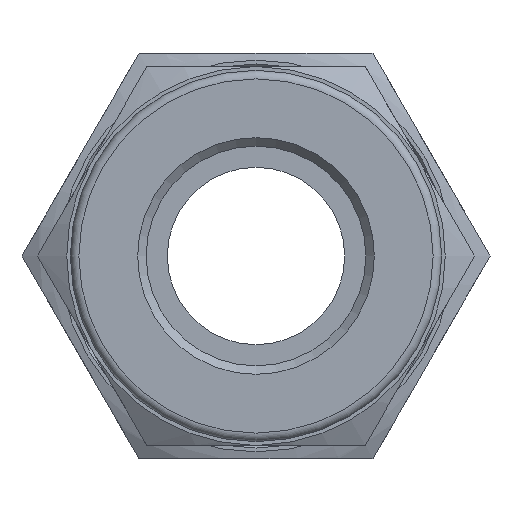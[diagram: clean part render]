
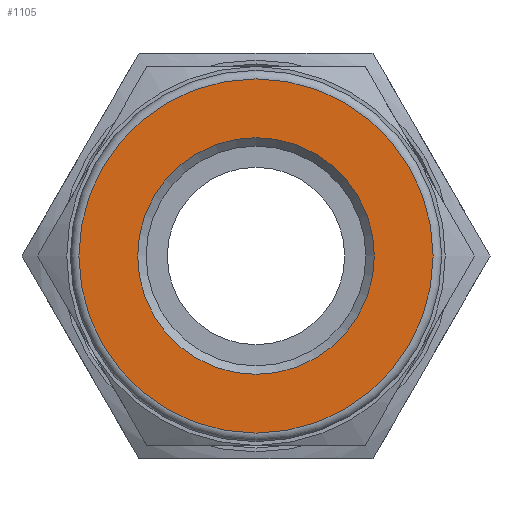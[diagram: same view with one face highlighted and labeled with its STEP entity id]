
A CAD part, left-side view. The second image highlights one B-rep face of the part: STEP entity #1105.
In plain terms, the highlighted planar face has unit normal (-1, 0, 0).
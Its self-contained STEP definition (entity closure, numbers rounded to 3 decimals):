
#78=FACE_BOUND('',#253,.T.);
#108=CIRCLE('',#1222,6.95);
#109=CIRCLE('',#1224,10.4);
#173=FACE_OUTER_BOUND('',#252,.T.);
#252=EDGE_LOOP('',(#827));
#253=EDGE_LOOP('',(#828));
#490=VERTEX_POINT('',#1801);
#491=VERTEX_POINT('',#1805);
#614=EDGE_CURVE('',#490,#490,#108,.T.);
#615=EDGE_CURVE('',#491,#491,#109,.T.);
#827=ORIENTED_EDGE('',*,*,#615,.F.);
#828=ORIENTED_EDGE('',*,*,#614,.T.);
#1060=PLANE('',#1223);
#1105=ADVANCED_FACE('',(#173,#78),#1060,.T.);
#1222=AXIS2_PLACEMENT_3D('',#1803,#1429,#1430);
#1223=AXIS2_PLACEMENT_3D('',#1804,#1431,#1432);
#1224=AXIS2_PLACEMENT_3D('',#1806,#1433,#1434);
#1429=DIRECTION('center_axis',(1.,0.,0.));
#1430=DIRECTION('ref_axis',(0.,0.,-1.));
#1431=DIRECTION('center_axis',(-1.,0.,0.));
#1432=DIRECTION('ref_axis',(0.,0.,1.));
#1433=DIRECTION('center_axis',(1.,0.,0.));
#1434=DIRECTION('ref_axis',(0.,0.,-1.));
#1801=CARTESIAN_POINT('',(2.199,-6.95,0.));
#1803=CARTESIAN_POINT('Origin',(2.199,0.,0.));
#1804=CARTESIAN_POINT('Origin',(2.199,10.4,0.));
#1805=CARTESIAN_POINT('',(2.199,0.,10.4));
#1806=CARTESIAN_POINT('Origin',(2.199,0.,0.));
